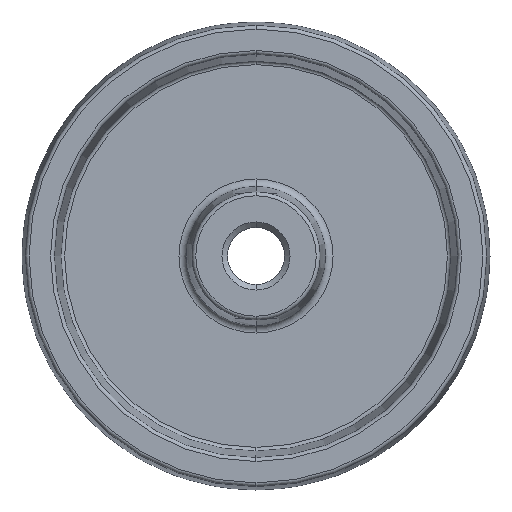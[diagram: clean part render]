
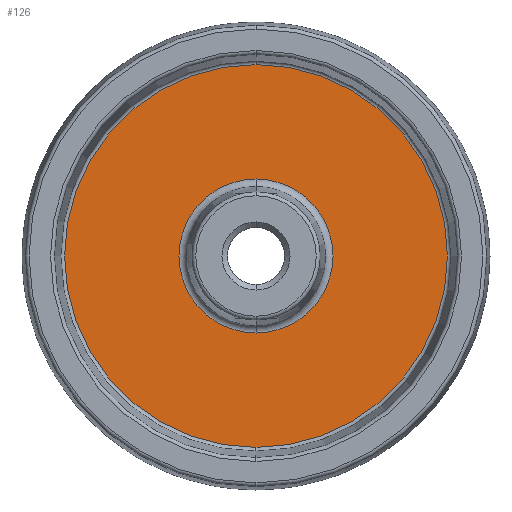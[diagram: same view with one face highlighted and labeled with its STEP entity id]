
A CAD part, left-side view. The second image highlights one B-rep face of the part: STEP entity #126.
In plain terms, the highlighted planar face has unit normal (-1, 0, 0).
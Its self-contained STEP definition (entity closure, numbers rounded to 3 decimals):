
#20 = DIRECTION ( 'NONE',  ( 0., 0., 1. ) ) ;
#32 = CARTESIAN_POINT ( 'NONE',  ( -5., 0., 0. ) ) ;
#73 = ORIENTED_EDGE ( 'NONE', *, *, #1339, .T. ) ;
#126 = ADVANCED_FACE ( 'NONE', ( #1768, #1214 ), #564, .T. ) ;
#137 = DIRECTION ( 'NONE',  ( -1., 0., 0. ) ) ;
#156 = CIRCLE ( 'NONE', #586, 51.124 ) ;
#193 = VERTEX_POINT ( 'NONE', #541 ) ;
#195 = DIRECTION ( 'NONE',  ( -1., 0., 0. ) ) ;
#290 = ORIENTED_EDGE ( 'NONE', *, *, #535, .T. ) ;
#307 = AXIS2_PLACEMENT_3D ( 'NONE', #426, #137, #20 ) ;
#348 = ORIENTED_EDGE ( 'NONE', *, *, #558, .T. ) ;
#365 = VERTEX_POINT ( 'NONE', #706 ) ;
#421 = ORIENTED_EDGE ( 'NONE', *, *, #1274, .T. ) ;
#426 = CARTESIAN_POINT ( 'NONE',  ( -5., 52., 0. ) ) ;
#436 = DIRECTION ( 'NONE',  ( 1., 0., 0. ) ) ;
#535 = EDGE_CURVE ( 'NONE', #762, #671, #1140, .T. ) ;
#541 = CARTESIAN_POINT ( 'NONE',  ( -5., 0., -20.574 ) ) ;
#558 = EDGE_CURVE ( 'NONE', #671, #762, #156, .T. ) ;
#564 = PLANE ( 'NONE',  #307 ) ;
#586 = AXIS2_PLACEMENT_3D ( 'NONE', #32, #1694, #1710 ) ;
#663 = DIRECTION ( 'NONE',  ( 1., 0., 0. ) ) ;
#671 = VERTEX_POINT ( 'NONE', #1787 ) ;
#706 = CARTESIAN_POINT ( 'NONE',  ( -5., 0., 20.574 ) ) ;
#762 = VERTEX_POINT ( 'NONE', #932 ) ;
#806 = EDGE_LOOP ( 'NONE', ( #348, #290 ) ) ;
#811 = CIRCLE ( 'NONE', #1211, 20.574 ) ;
#831 = DIRECTION ( 'NONE',  ( 0., 0., 1. ) ) ;
#932 = CARTESIAN_POINT ( 'NONE',  ( -5., 0., -51.124 ) ) ;
#934 = AXIS2_PLACEMENT_3D ( 'NONE', #1422, #195, #1586 ) ;
#1042 = EDGE_LOOP ( 'NONE', ( #421, #73 ) ) ;
#1140 = CIRCLE ( 'NONE', #934, 51.124 ) ;
#1211 = AXIS2_PLACEMENT_3D ( 'NONE', #1679, #436, #831 ) ;
#1214 = FACE_OUTER_BOUND ( 'NONE', #806, .T. ) ;
#1274 = EDGE_CURVE ( 'NONE', #365, #193, #1541, .T. ) ;
#1339 = EDGE_CURVE ( 'NONE', #193, #365, #811, .T. ) ;
#1352 = DIRECTION ( 'NONE',  ( 0., 0., 1. ) ) ;
#1359 = AXIS2_PLACEMENT_3D ( 'NONE', #1781, #663, #1352 ) ;
#1422 = CARTESIAN_POINT ( 'NONE',  ( -5., 0., 0. ) ) ;
#1541 = CIRCLE ( 'NONE', #1359, 20.574 ) ;
#1586 = DIRECTION ( 'NONE',  ( 0., 0., 1. ) ) ;
#1679 = CARTESIAN_POINT ( 'NONE',  ( -5., 0., 0. ) ) ;
#1694 = DIRECTION ( 'NONE',  ( -1., 0., 0. ) ) ;
#1710 = DIRECTION ( 'NONE',  ( 0., 0., 1. ) ) ;
#1768 = FACE_BOUND ( 'NONE', #1042, .T. ) ;
#1781 = CARTESIAN_POINT ( 'NONE',  ( -5., 0., 0. ) ) ;
#1787 = CARTESIAN_POINT ( 'NONE',  ( -5., 0., 51.124 ) ) ;
